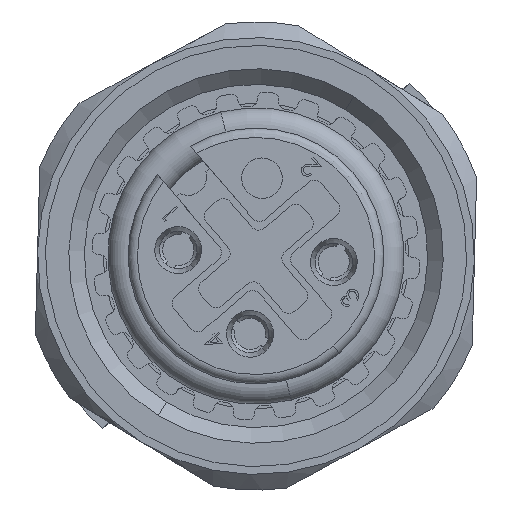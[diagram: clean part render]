
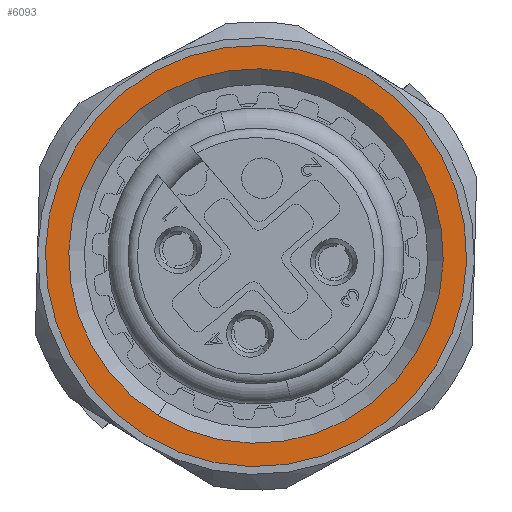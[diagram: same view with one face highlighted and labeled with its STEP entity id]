
A CAD part, left-side view. The second image highlights one B-rep face of the part: STEP entity #6093.
In plain terms, the highlighted planar face has unit normal (-1, 0, 0).
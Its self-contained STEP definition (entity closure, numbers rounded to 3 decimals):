
#5369=CARTESIAN_POINT('',(3.024,0.,0.));
#5370=DIRECTION('',(1.,0.,0.));
#5371=DIRECTION('',(0.,-0.522,0.853));
#5372=AXIS2_PLACEMENT_3D('',#5369,#5370,#5371);
#5374=CARTESIAN_POINT('',(3.024,0.,0.));
#5375=DIRECTION('',(1.,0.,0.));
#5376=DIRECTION('',(0.,0.522,-0.853));
#5377=AXIS2_PLACEMENT_3D('',#5374,#5375,#5376);
#5379=CARTESIAN_POINT('',(3.024,0.,0.));
#5380=DIRECTION('',(-1.,0.,0.));
#5381=DIRECTION('',(0.,-0.522,0.853));
#5382=AXIS2_PLACEMENT_3D('',#5379,#5380,#5381);
#5384=CARTESIAN_POINT('',(3.024,0.,0.));
#5385=DIRECTION('',(-1.,0.,0.));
#5386=DIRECTION('',(0.,0.522,-0.853));
#5387=AXIS2_PLACEMENT_3D('',#5384,#5385,#5386);
#5494=CARTESIAN_POINT('',(3.024,3.527,-5.755));
#5495=VERTEX_POINT('',#5494);
#5496=CARTESIAN_POINT('',(3.024,-3.527,5.755));
#5497=VERTEX_POINT('',#5496);
#5498=CARTESIAN_POINT('',(3.024,-3.135,5.116));
#5499=CARTESIAN_POINT('',(3.024,3.135,-5.116));
#5500=VERTEX_POINT('',#5498);
#5501=VERTEX_POINT('',#5499);
#6078=CARTESIAN_POINT('',(3.024,0.,
0.));
#6079=DIRECTION('',(1.,0.,0.));
#6080=DIRECTION('',(0.,-0.522,0.853));
#6081=AXIS2_PLACEMENT_3D('',#6078,#6079,#6080);
#6082=PLANE('',#6081);
#6083=ORIENTED_EDGE('',*,*,#6058,.T.);
#6084=ORIENTED_EDGE('',*,*,#6071,.T.);
#6085=EDGE_LOOP('',(#6083,#6084));
#6086=FACE_OUTER_BOUND('',#6085,.F.);
#6088=ORIENTED_EDGE('',*,*,#6087,.T.);
#6090=ORIENTED_EDGE('',*,*,#6089,.T.);
#6091=EDGE_LOOP('',(#6088,#6090));
#6092=FACE_BOUND('',#6091,.F.);
#5373=CIRCLE('',#5372,6.75);
#5378=CIRCLE('',#5377,6.75);
#5383=CIRCLE('',#5382,6.);
#5388=CIRCLE('',#5387,6.);
#6058=EDGE_CURVE('',#5497,#5495,#5373,.T.);
#6071=EDGE_CURVE('',#5495,#5497,#5378,.T.);
#6087=EDGE_CURVE('',#5500,#5501,#5383,.T.);
#6089=EDGE_CURVE('',#5501,#5500,#5388,.T.);
#6093=ADVANCED_FACE('',(#6086,#6092),#6082,.F.);
